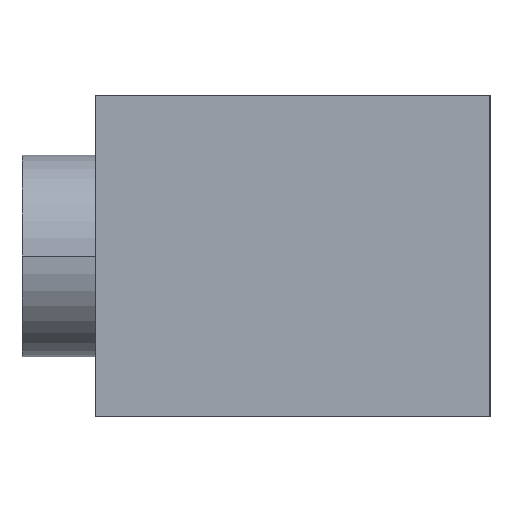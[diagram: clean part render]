
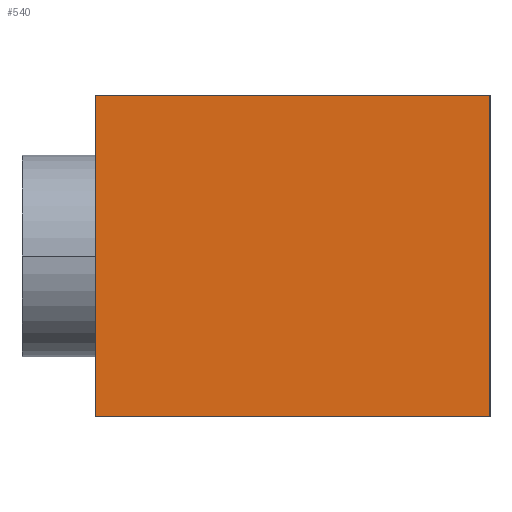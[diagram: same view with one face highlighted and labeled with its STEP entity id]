
A CAD part, left-side view. The second image highlights one B-rep face of the part: STEP entity #540.
In plain terms, the highlighted planar face has unit normal (-1, 0, 0).
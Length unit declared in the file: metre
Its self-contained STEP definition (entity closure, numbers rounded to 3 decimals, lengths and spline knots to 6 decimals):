
#1=DIRECTION('',(0.,0.,-1.));
#2=VECTOR('',#1,0.0078);
#3=CARTESIAN_POINT('',(0.,0.,0.));
#4=LINE('',#3,#2);
#5=DIRECTION('',(0.,1.,0.));
#6=VECTOR('',#5,0.009581);
#7=CARTESIAN_POINT('',(0.,0.,-0.0078));
#8=LINE('',#7,#6);
#9=DIRECTION('',(0.,0.,1.));
#10=VECTOR('',#9,0.0078);
#11=CARTESIAN_POINT('',(0.,0.009581,-0.0078));
#12=LINE('',#11,#10);
#13=DIRECTION('',(0.,-1.,0.));
#14=VECTOR('',#13,0.009581);
#15=CARTESIAN_POINT('',(0.,0.009581,0.));
#16=LINE('',#15,#14);
#405=CARTESIAN_POINT('',(0.,0.,0.));
#406=CARTESIAN_POINT('',(0.,0.,-0.0078));
#407=VERTEX_POINT('',#405);
#408=VERTEX_POINT('',#406);
#409=CARTESIAN_POINT('',(0.,0.009581,-0.0078));
#410=VERTEX_POINT('',#409);
#411=CARTESIAN_POINT('',(0.,0.009581,0.));
#412=VERTEX_POINT('',#411);
#525=CARTESIAN_POINT('',(0.,0.,0.));
#526=DIRECTION('',(1.,0.,0.));
#527=DIRECTION('',(0.,0.,-1.));
#528=AXIS2_PLACEMENT_3D('',#525,#526,#527);
#529=PLANE('',#528);
#531=ORIENTED_EDGE('',*,*,#530,.T.);
#533=ORIENTED_EDGE('',*,*,#532,.T.);
#535=ORIENTED_EDGE('',*,*,#534,.T.);
#537=ORIENTED_EDGE('',*,*,#536,.T.);
#538=EDGE_LOOP('',(#531,#533,#535,#537));
#539=FACE_OUTER_BOUND('',#538,.F.);
#540=ADVANCED_FACE('',(#539),#529,.F.);
#530=EDGE_CURVE('',#407,#408,#4,.T.);
#532=EDGE_CURVE('',#408,#410,#8,.T.);
#534=EDGE_CURVE('',#410,#412,#12,.T.);
#536=EDGE_CURVE('',#412,#407,#16,.T.);
